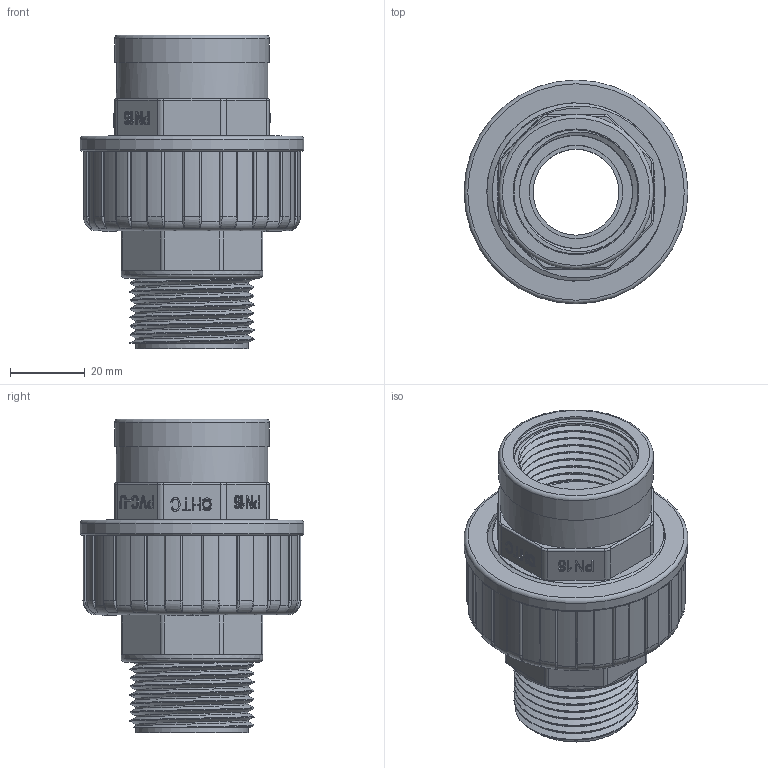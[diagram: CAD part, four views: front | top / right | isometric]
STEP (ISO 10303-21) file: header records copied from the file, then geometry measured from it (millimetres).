
FILE_DESCRIPTION(/* description */ (''),/* implementation_level */ '2;1');
FILE_NAME(/* name */ 'V1F032+铁圈.stp',/* time_stamp */ '2025-03-29T15:28:44+08:00',/* author */ (''),/* organization */ (''),/* preprocessor_version */ 'ST-DEVELOPER v16',/* originating_system */ 'SIEMENS PLM Software NX 10.0',/* authorisation */ '');
FILE_SCHEMA (('AUTOMOTIVE_DESIGN { 1 0 10303 214 3 1 1 1 }'));
Length unit declared in the file: millimetre
Products named in the file (1): gelv1774380Bv03b
Bounding box: 60 x 60 x 84.1 mm (x, y, z)
Volume: 59031.7 mm3; surface area: 43622.1 mm2
Topology: 4 solids, 5 shells, 884 faces, 2352 edges, 1544 vertices
Faces by surface type: plane 390, extrusion 250, cylinder 162, bspline 47, torus 35
Full cylindrical faces by diameter (mm): 1.74 x1, 1.962 x1, 2.321 x1, 2.616 x1, 23 x1, 25 x1, 25.9 x1, 30.291 x8, 31 x1, 33.249 x8, 33.7 x1, 36 x1, 38 x2, 40.5 x2, 40.9 x1, 41.1 x1, 41.5 x1, 44 x1, 44.845 x6, 47.803 x7, 60 x1
Entity records: 37715 total; most frequent: CARTESIAN_POINT 18859, ORIENTED_EDGE 4438, DIRECTION 2730, EDGE_CURVE 2219, VERTEX_POINT 1473, B_SPLINE_CURVE_WITH_KNOTS 1430, VECTOR 968, EDGE_LOOP 963
